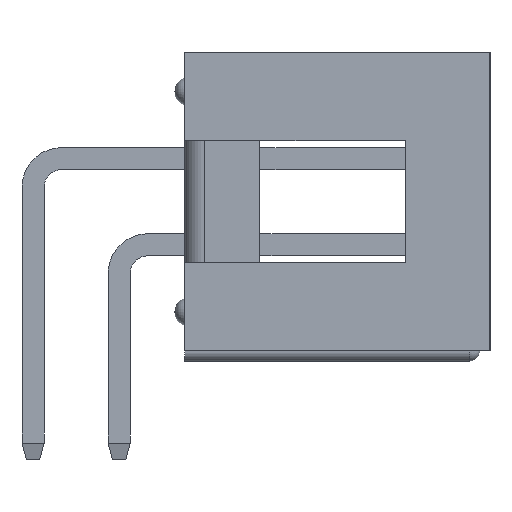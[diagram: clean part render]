
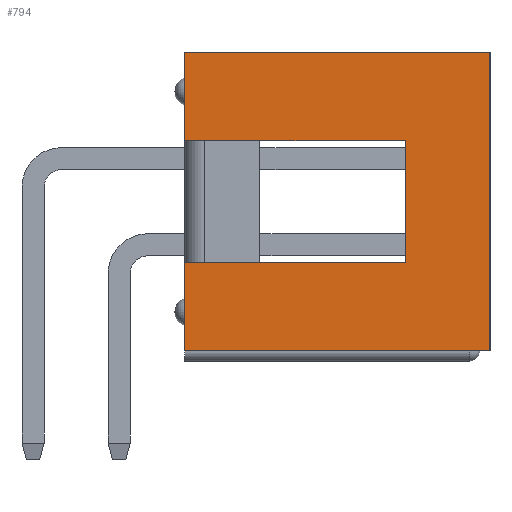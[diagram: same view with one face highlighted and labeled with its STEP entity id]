
A CAD part, left-side view. The second image highlights one B-rep face of the part: STEP entity #794.
In plain terms, the highlighted planar face has unit normal (-1, 0, 0).
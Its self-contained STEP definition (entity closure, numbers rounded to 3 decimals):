
#794=ADVANCED_FACE('',(#5039),#5041,.T.);
#5039=FACE_BOUND('',#5040,.T.);
#5040=EDGE_LOOP('',(#8314,#8315,#8316,#8317,#8318,#8319,#8320,#8321));
#5041=PLANE('',#5042);
#5042=AXIS2_PLACEMENT_3D('',#5043,#5044,#5045);
#5043=CARTESIAN_POINT('',(-5.22,-10.935,0.3));
#5044=DIRECTION('',(-1.,0.,0.));
#5045=DIRECTION('',(0.,0.,1.));
#8314=ORIENTED_EDGE('',*,*,#10347,.T.);
#8315=ORIENTED_EDGE('',*,*,#10148,.F.);
#8316=ORIENTED_EDGE('',*,*,#10358,.F.);
#8317=ORIENTED_EDGE('',*,*,#10359,.T.);
#8318=ORIENTED_EDGE('',*,*,#10360,.T.);
#8319=ORIENTED_EDGE('',*,*,#10152,.F.);
#8320=ORIENTED_EDGE('',*,*,#10357,.T.);
#8321=ORIENTED_EDGE('',*,*,#10361,.T.);
#10148=EDGE_CURVE('',#11241,#11243,#11244,.T.);
#10152=EDGE_CURVE('',#11249,#11251,#11252,.T.);
#10347=EDGE_CURVE('',#11580,#11243,#11581,.F.);
#10357=EDGE_CURVE('',#11249,#11595,#11597,.F.);
#10358=EDGE_CURVE('',#11598,#11241,#11599,.T.);
#10359=EDGE_CURVE('',#11598,#11600,#11601,.T.);
#10360=EDGE_CURVE('',#11600,#11251,#11602,.T.);
#10361=EDGE_CURVE('',#11595,#11580,#11603,.T.);
#11241=VERTEX_POINT('',#13007);
#11243=VERTEX_POINT('',#13011);
#11244=LINE('',#13012,#13013);
#11249=VERTEX_POINT('',#13023);
#11251=VERTEX_POINT('',#13027);
#11252=LINE('',#13028,#13029);
#11580=VERTEX_POINT('',#13753);
#11581=LINE('',#13754,#13755);
#11595=VERTEX_POINT('',#13787);
#11597=LINE('',#13791,#13792);
#11598=VERTEX_POINT('',#13794);
#11599=LINE('',#13795,#13796);
#11600=VERTEX_POINT('',#13798);
#11601=LINE('',#13799,#13800);
#11602=LINE('',#13802,#13803);
#11603=LINE('',#13805,#13806);
#13007=CARTESIAN_POINT('',(-5.22,-1.935,0.3));
#13011=CARTESIAN_POINT('',(-5.22,-1.935,2.9));
#13012=CARTESIAN_POINT('',(-5.22,-1.935,0.3));
#13013=VECTOR('',#13014,1.);
#13014=DIRECTION('',(0.,0.,1.));
#13023=CARTESIAN_POINT('',(-5.22,-1.935,6.5));
#13027=CARTESIAN_POINT('',(-5.22,-1.935,9.1));
#13028=CARTESIAN_POINT('',(-5.22,-1.935,6.5));
#13029=VECTOR('',#13030,1.);
#13030=DIRECTION('',(0.,0.,1.));
#13753=CARTESIAN_POINT('',(-5.22,-8.435,2.9));
#13754=CARTESIAN_POINT('',(-5.22,-1.935,2.9));
#13755=VECTOR('',#13756,1.);
#13756=DIRECTION('',(0.,-1.,0.));
#13787=CARTESIAN_POINT('',(-5.22,-8.435,6.5));
#13791=CARTESIAN_POINT('',(-5.22,-8.435,6.5));
#13792=VECTOR('',#13793,1.);
#13793=DIRECTION('',(0.,1.,0.));
#13794=CARTESIAN_POINT('',(-5.22,-10.935,0.3));
#13795=CARTESIAN_POINT('',(-5.22,-10.935,0.3));
#13796=VECTOR('',#13797,1.);
#13797=DIRECTION('',(0.,1.,0.));
#13798=CARTESIAN_POINT('',(-5.22,-10.935,9.1));
#13799=CARTESIAN_POINT('',(-5.22,-10.935,0.3));
#13800=VECTOR('',#13801,1.);
#13801=DIRECTION('',(0.,0.,1.));
#13802=CARTESIAN_POINT('',(-5.22,-10.935,9.1));
#13803=VECTOR('',#13804,1.);
#13804=DIRECTION('',(0.,1.,0.));
#13805=CARTESIAN_POINT('',(-5.22,-8.435,6.5));
#13806=VECTOR('',#13807,1.);
#13807=DIRECTION('',(0.,0.,-1.));
